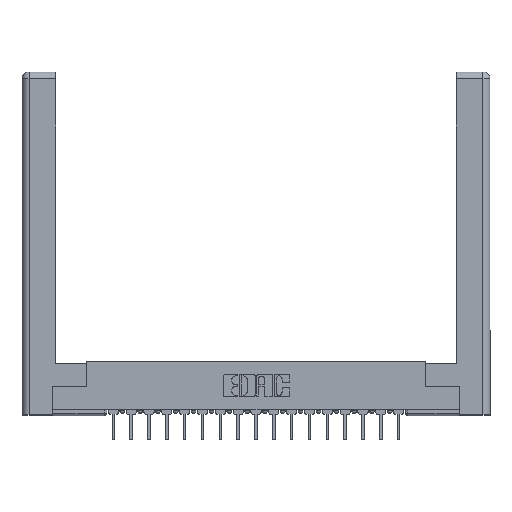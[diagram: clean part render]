
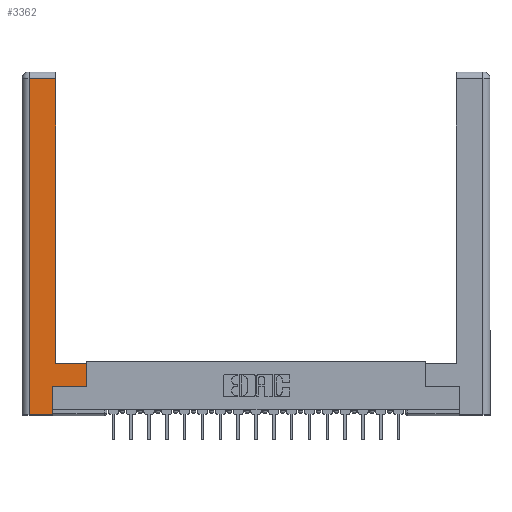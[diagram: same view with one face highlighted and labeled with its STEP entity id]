
A CAD part, top view. The second image highlights one B-rep face of the part: STEP entity #3362.
In plain terms, the highlighted planar face has unit normal (0, 0, 1).
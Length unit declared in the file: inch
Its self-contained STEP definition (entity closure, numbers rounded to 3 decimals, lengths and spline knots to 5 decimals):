
#126 = ORIENTED_EDGE ( 'NONE', *, *, #369, .T. ) ;
#242 = CARTESIAN_POINT ( 'NONE',  ( 0.0615, 0., 0. ) ) ;
#369 = EDGE_CURVE ( 'NONE', #14797, #945, #4614, .T. ) ;
#372 = CARTESIAN_POINT ( 'NONE',  ( 0., 0., 0. ) ) ;
#588 = LINE ( 'NONE', #16469, #9635 ) ;
#945 = VERTEX_POINT ( 'NONE', #2163 ) ;
#1657 = VECTOR ( 'NONE', #18876, 39.37008 ) ;
#1873 = VECTOR ( 'NONE', #16744, 39.37008 ) ;
#2017 = ORIENTED_EDGE ( 'NONE', *, *, #16360, .T. ) ;
#2163 = CARTESIAN_POINT ( 'NONE',  ( 0.295, 0.45, 0. ) ) ;
#2975 = EDGE_CURVE ( 'NONE', #4361, #6464, #17811, .T. ) ;
#3115 = EDGE_CURVE ( 'NONE', #6379, #14797, #16309, .T. ) ;
#3257 = CARTESIAN_POINT ( 'NONE',  ( 0.295, 2.94, 0. ) ) ;
#3362 = ADVANCED_FACE ( 'NONE', ( #13519 ), #16451, .F. ) ;
#3854 = ORIENTED_EDGE ( 'NONE', *, *, #18420, .T. ) ;
#4033 = ORIENTED_EDGE ( 'NONE', *, *, #3115, .T. ) ;
#4110 = LINE ( 'NONE', #16536, #1873 ) ;
#4115 = CARTESIAN_POINT ( 'NONE',  ( 0.265, 0.245, 0. ) ) ;
#4289 = CARTESIAN_POINT ( 'NONE',  ( 0.265, 0., 0. ) ) ;
#4350 = LINE ( 'NONE', #4901, #8124 ) ;
#4361 = VERTEX_POINT ( 'NONE', #4289 ) ;
#4614 = LINE ( 'NONE', #13034, #8149 ) ;
#4901 = CARTESIAN_POINT ( 'NONE',  ( 0.0615, 2.94, 0. ) ) ;
#5196 = ORIENTED_EDGE ( 'NONE', *, *, #2975, .T. ) ;
#5235 = DIRECTION ( 'NONE',  ( -1., 0., 0. ) ) ;
#5300 = CARTESIAN_POINT ( 'NONE',  ( 0.565, 0.45, 0. ) ) ;
#5302 = EDGE_CURVE ( 'NONE', #945, #9809, #7691, .T. ) ;
#5604 = ORIENTED_EDGE ( 'NONE', *, *, #7567, .T. ) ;
#6128 = VERTEX_POINT ( 'NONE', #242 ) ;
#6144 = EDGE_CURVE ( 'NONE', #6128, #4361, #4110, .T. ) ;
#6379 = VERTEX_POINT ( 'NONE', #12223 ) ;
#6464 = VERTEX_POINT ( 'NONE', #10970 ) ;
#6544 = VECTOR ( 'NONE', #10697, 39.37008 ) ;
#7567 = EDGE_CURVE ( 'NONE', #19733, #6128, #9066, .T. ) ;
#7691 = LINE ( 'NONE', #17189, #1657 ) ;
#8124 = VECTOR ( 'NONE', #17938, 39.37008 ) ;
#8149 = VECTOR ( 'NONE', #19919, 39.37008 ) ;
#8760 = CARTESIAN_POINT ( 'NONE',  ( 0.0615, 0., 0. ) ) ;
#9066 = LINE ( 'NONE', #8760, #14335 ) ;
#9635 = VECTOR ( 'NONE', #18498, 39.37008 ) ;
#9809 = VERTEX_POINT ( 'NONE', #3257 ) ;
#9933 = DIRECTION ( 'NONE',  ( 0., 0., -1. ) ) ;
#10697 = DIRECTION ( 'NONE',  ( 0., 1., 0. ) ) ;
#10847 = AXIS2_PLACEMENT_3D ( 'NONE', #372, #9933, #5235 ) ;
#10970 = CARTESIAN_POINT ( 'NONE',  ( 0.265, 0.245, 0. ) ) ;
#10992 = DIRECTION ( 'NONE',  ( 0., 1., 0. ) ) ;
#11599 = EDGE_LOOP ( 'NONE', ( #14489, #3854, #5604, #20716, #5196, #2017, #4033, #126 ) ) ;
#12223 = CARTESIAN_POINT ( 'NONE',  ( 0.565, 0.245, 0. ) ) ;
#13034 = CARTESIAN_POINT ( 'NONE',  ( 0.295, 0.45, 0. ) ) ;
#13519 = FACE_OUTER_BOUND ( 'NONE', #11599, .T. ) ;
#14335 = VECTOR ( 'NONE', #18649, 39.37008 ) ;
#14489 = ORIENTED_EDGE ( 'NONE', *, *, #5302, .T. ) ;
#14797 = VERTEX_POINT ( 'NONE', #5300 ) ;
#15756 = CARTESIAN_POINT ( 'NONE',  ( 0.565, 0.45, 0. ) ) ;
#16069 = VECTOR ( 'NONE', #10992, 39.37008 ) ;
#16309 = LINE ( 'NONE', #15756, #16069 ) ;
#16360 = EDGE_CURVE ( 'NONE', #6464, #6379, #588, .T. ) ;
#16451 = PLANE ( 'NONE',  #10847 ) ;
#16469 = CARTESIAN_POINT ( 'NONE',  ( 0.565, 0.245, 0. ) ) ;
#16536 = CARTESIAN_POINT ( 'NONE',  ( 0.265, 0., 0. ) ) ;
#16571 = CARTESIAN_POINT ( 'NONE',  ( 0.0615, 2.94, 0. ) ) ;
#16744 = DIRECTION ( 'NONE',  ( 1., 0., 0. ) ) ;
#17189 = CARTESIAN_POINT ( 'NONE',  ( 0.295, 3., 0. ) ) ;
#17811 = LINE ( 'NONE', #4115, #6544 ) ;
#17938 = DIRECTION ( 'NONE',  ( -1., 0., 0. ) ) ;
#18420 = EDGE_CURVE ( 'NONE', #9809, #19733, #4350, .T. ) ;
#18498 = DIRECTION ( 'NONE',  ( 1., 0., 0. ) ) ;
#18649 = DIRECTION ( 'NONE',  ( 0., -1., 0. ) ) ;
#18876 = DIRECTION ( 'NONE',  ( 0., 1., 0. ) ) ;
#19733 = VERTEX_POINT ( 'NONE', #16571 ) ;
#19919 = DIRECTION ( 'NONE',  ( -1., 0., 0. ) ) ;
#20716 = ORIENTED_EDGE ( 'NONE', *, *, #6144, .T. ) ;
